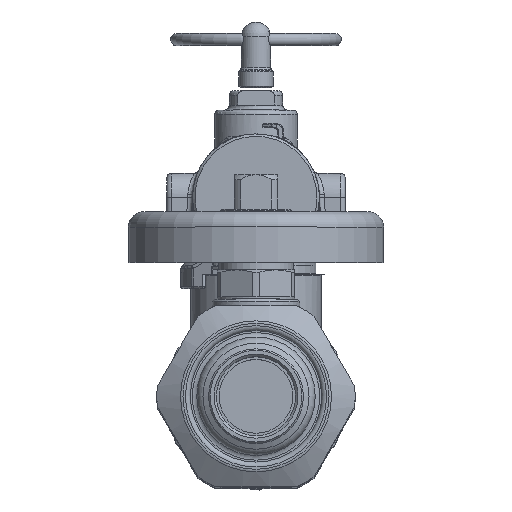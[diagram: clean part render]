
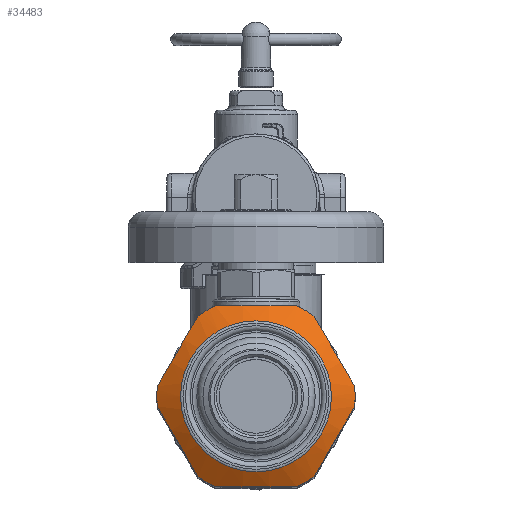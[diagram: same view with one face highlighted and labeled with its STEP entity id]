
A CAD part, top view. The second image highlights one B-rep face of the part: STEP entity #34483.
In plain terms, the highlighted conical face has half-angle 60 degrees and reference radius 17.78 mm.
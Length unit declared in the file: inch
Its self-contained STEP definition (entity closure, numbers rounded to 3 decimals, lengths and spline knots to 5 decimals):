
#85=(
BOUNDED_CURVE()
B_SPLINE_CURVE(2,(#132715,#132716,#132717),.UNSPECIFIED.,.F.,.F.)
B_SPLINE_CURVE_WITH_KNOTS((3,3),(0.,1.67512),.UNSPECIFIED.)
CURVE()
GEOMETRIC_REPRESENTATION_ITEM()
RATIONAL_B_SPLINE_CURVE((1.,1.096,1.))
REPRESENTATION_ITEM('')
);
#86=(
BOUNDED_CURVE()
B_SPLINE_CURVE(2,(#132721,#132722,#132723),.UNSPECIFIED.,.F.,.F.)
B_SPLINE_CURVE_WITH_KNOTS((3,3),(0.,1.67512),.UNSPECIFIED.)
CURVE()
GEOMETRIC_REPRESENTATION_ITEM()
RATIONAL_B_SPLINE_CURVE((1.,1.096,1.))
REPRESENTATION_ITEM('')
);
#87=(
BOUNDED_CURVE()
B_SPLINE_CURVE(2,(#132727,#132728,#132729),.UNSPECIFIED.,.F.,.F.)
B_SPLINE_CURVE_WITH_KNOTS((3,3),(0.,1.67512),.UNSPECIFIED.)
CURVE()
GEOMETRIC_REPRESENTATION_ITEM()
RATIONAL_B_SPLINE_CURVE((1.,1.096,1.))
REPRESENTATION_ITEM('')
);
#88=(
BOUNDED_CURVE()
B_SPLINE_CURVE(2,(#132733,#132734,#132735),.UNSPECIFIED.,.F.,.F.)
B_SPLINE_CURVE_WITH_KNOTS((3,3),(0.,1.67512),.UNSPECIFIED.)
CURVE()
GEOMETRIC_REPRESENTATION_ITEM()
RATIONAL_B_SPLINE_CURVE((1.,1.096,1.))
REPRESENTATION_ITEM('')
);
#89=(
BOUNDED_CURVE()
B_SPLINE_CURVE(2,(#132739,#132740,#132741),.UNSPECIFIED.,.F.,.F.)
B_SPLINE_CURVE_WITH_KNOTS((3,3),(0.,1.67512),.UNSPECIFIED.)
CURVE()
GEOMETRIC_REPRESENTATION_ITEM()
RATIONAL_B_SPLINE_CURVE((1.,1.096,1.))
REPRESENTATION_ITEM('')
);
#90=(
BOUNDED_CURVE()
B_SPLINE_CURVE(2,(#132745,#132746,#132747),.UNSPECIFIED.,.F.,.F.)
B_SPLINE_CURVE_WITH_KNOTS((3,3),(0.,1.67512),.UNSPECIFIED.)
CURVE()
GEOMETRIC_REPRESENTATION_ITEM()
RATIONAL_B_SPLINE_CURVE((1.,1.096,1.))
REPRESENTATION_ITEM('')
);
#2818=CONICAL_SURFACE('',#37971,0.7,1.047);
#4795=FACE_OUTER_BOUND('',#7128,.T.);
#7128=EDGE_LOOP('',(#29747,#29748,#29749,#29750,#29751,#29752,#29753,#29754,
#29755,#29756,#29757,#29758,#29759,#29760,#29761,#29762));
#10700=CIRCLE('',#37968,0.60928);
#10702=CIRCLE('',#37972,0.8);
#10703=CIRCLE('',#37973,0.8);
#10704=CIRCLE('',#37974,0.8);
#10705=CIRCLE('',#37975,0.8);
#10706=CIRCLE('',#37976,0.8);
#10707=CIRCLE('',#37977,0.8);
#10708=CIRCLE('',#37978,0.8);
#12051=LINE('',#132711,#13204);
#13204=VECTOR('',#45261,0.7);
#15845=VERTEX_POINT('',#132703);
#15847=VERTEX_POINT('',#132710);
#15848=VERTEX_POINT('',#132712);
#15849=VERTEX_POINT('',#132714);
#15850=VERTEX_POINT('',#132718);
#15851=VERTEX_POINT('',#132720);
#15852=VERTEX_POINT('',#132724);
#15853=VERTEX_POINT('',#132726);
#15854=VERTEX_POINT('',#132730);
#15855=VERTEX_POINT('',#132732);
#15856=VERTEX_POINT('',#132736);
#15857=VERTEX_POINT('',#132738);
#15858=VERTEX_POINT('',#132742);
#15859=VERTEX_POINT('',#132744);
#20539=EDGE_CURVE('',#15845,#15845,#10700,.T.);
#20541=EDGE_CURVE('',#15845,#15847,#12051,.T.);
#20542=EDGE_CURVE('',#15848,#15847,#10702,.T.);
#20543=EDGE_CURVE('',#15849,#15848,#85,.T.);
#20544=EDGE_CURVE('',#15850,#15849,#10703,.T.);
#20545=EDGE_CURVE('',#15851,#15850,#86,.T.);
#20546=EDGE_CURVE('',#15852,#15851,#10704,.T.);
#20547=EDGE_CURVE('',#15853,#15852,#87,.T.);
#20548=EDGE_CURVE('',#15854,#15853,#10705,.T.);
#20549=EDGE_CURVE('',#15855,#15854,#88,.T.);
#20550=EDGE_CURVE('',#15856,#15855,#10706,.T.);
#20551=EDGE_CURVE('',#15857,#15856,#89,.T.);
#20552=EDGE_CURVE('',#15858,#15857,#10707,.T.);
#20553=EDGE_CURVE('',#15859,#15858,#90,.T.);
#20554=EDGE_CURVE('',#15847,#15859,#10708,.T.);
#29747=ORIENTED_EDGE('',*,*,#20539,.F.);
#29748=ORIENTED_EDGE('',*,*,#20541,.T.);
#29749=ORIENTED_EDGE('',*,*,#20542,.F.);
#29750=ORIENTED_EDGE('',*,*,#20543,.F.);
#29751=ORIENTED_EDGE('',*,*,#20544,.F.);
#29752=ORIENTED_EDGE('',*,*,#20545,.F.);
#29753=ORIENTED_EDGE('',*,*,#20546,.F.);
#29754=ORIENTED_EDGE('',*,*,#20547,.F.);
#29755=ORIENTED_EDGE('',*,*,#20548,.F.);
#29756=ORIENTED_EDGE('',*,*,#20549,.F.);
#29757=ORIENTED_EDGE('',*,*,#20550,.F.);
#29758=ORIENTED_EDGE('',*,*,#20551,.F.);
#29759=ORIENTED_EDGE('',*,*,#20552,.F.);
#29760=ORIENTED_EDGE('',*,*,#20553,.F.);
#29761=ORIENTED_EDGE('',*,*,#20554,.F.);
#29762=ORIENTED_EDGE('',*,*,#20541,.F.);
#34483=ADVANCED_FACE('',(#4795),#2818,.T.);
#37968=AXIS2_PLACEMENT_3D('',#132705,#45253,#45254);
#37971=AXIS2_PLACEMENT_3D('',#132709,#45259,#45260);
#37972=AXIS2_PLACEMENT_3D('',#132713,#45262,#45263);
#37973=AXIS2_PLACEMENT_3D('',#132719,#45264,#45265);
#37974=AXIS2_PLACEMENT_3D('',#132725,#45266,#45267);
#37975=AXIS2_PLACEMENT_3D('',#132731,#45268,#45269);
#37976=AXIS2_PLACEMENT_3D('',#132737,#45270,#45271);
#37977=AXIS2_PLACEMENT_3D('',#132743,#45272,#45273);
#37978=AXIS2_PLACEMENT_3D('',#132748,#45274,#45275);
#45253=DIRECTION('center_axis',(0.,0.,
1.));
#45254=DIRECTION('ref_axis',(-1.,0.,0.));
#45259=DIRECTION('center_axis',(0.,0.,-1.));
#45260=DIRECTION('ref_axis',(1.,0.,0.));
#45261=DIRECTION('',(-0.866,0.,-0.5));
#45262=DIRECTION('center_axis',(0.,0.,-1.));
#45263=DIRECTION('ref_axis',(-1.,0.,0.));
#45264=DIRECTION('center_axis',(0.,0.,-1.));
#45265=DIRECTION('ref_axis',(-1.,0.,0.));
#45266=DIRECTION('center_axis',(0.,0.,-1.));
#45267=DIRECTION('ref_axis',(-1.,0.,0.));
#45268=DIRECTION('center_axis',(0.,0.,-1.));
#45269=DIRECTION('ref_axis',(-1.,0.,0.));
#45270=DIRECTION('center_axis',(0.,0.,-1.));
#45271=DIRECTION('ref_axis',(-1.,0.,0.));
#45272=DIRECTION('center_axis',(0.,0.,-1.));
#45273=DIRECTION('ref_axis',(-1.,0.,0.));
#45274=DIRECTION('center_axis',(0.,0.,-1.));
#45275=DIRECTION('ref_axis',(-1.,0.,0.));
#132703=CARTESIAN_POINT('',(-0.60928,0.,0.62464));
#132705=CARTESIAN_POINT('Origin',(0.,0.,
0.62464));
#132709=CARTESIAN_POINT('Origin',(0.,0.,0.57226));
#132710=CARTESIAN_POINT('',(-0.8,0.,0.51453));
#132711=CARTESIAN_POINT('',(-0.7,0.,0.57226));
#132712=CARTESIAN_POINT('',(-0.79583,-0.08158,0.51453));
#132713=CARTESIAN_POINT('Origin',(0.,0.,0.51453));
#132714=CARTESIAN_POINT('',(-0.46857,-0.64842,0.51453));
#132715=CARTESIAN_POINT('Ctrl Pts',(-0.46857,-0.64842,
0.51453));
#132716=CARTESIAN_POINT('Ctrl Pts',(-0.6322,-0.365,0.59182));
#132717=CARTESIAN_POINT('Ctrl Pts',(-0.79583,-0.08158,
0.51453));
#132718=CARTESIAN_POINT('',(-0.32726,-0.73,0.51453));
#132719=CARTESIAN_POINT('Origin',(0.,0.,0.51453));
#132720=CARTESIAN_POINT('',(0.32726,-0.73,0.51453));
#132721=CARTESIAN_POINT('Ctrl Pts',(0.32726,-0.73,0.51453));
#132722=CARTESIAN_POINT('Ctrl Pts',(0.,-0.73,0.59182));
#132723=CARTESIAN_POINT('Ctrl Pts',(-0.32726,-0.73,0.51453));
#132724=CARTESIAN_POINT('',(0.46857,-0.64842,0.51453));
#132725=CARTESIAN_POINT('Origin',(0.,0.,0.51453));
#132726=CARTESIAN_POINT('',(0.79583,-0.08158,0.51453));
#132727=CARTESIAN_POINT('Ctrl Pts',(0.79583,-0.08158,
0.51453));
#132728=CARTESIAN_POINT('Ctrl Pts',(0.6322,-0.365,
0.59182));
#132729=CARTESIAN_POINT('Ctrl Pts',(0.46857,-0.64842,
0.51453));
#132730=CARTESIAN_POINT('',(0.79583,0.08158,0.51453));
#132731=CARTESIAN_POINT('Origin',(0.,0.,0.51453));
#132732=CARTESIAN_POINT('',(0.46857,0.64842,0.51453));
#132733=CARTESIAN_POINT('Ctrl Pts',(0.46857,0.64842,
0.51453));
#132734=CARTESIAN_POINT('Ctrl Pts',(0.6322,0.365,0.59182));
#132735=CARTESIAN_POINT('Ctrl Pts',(0.79583,0.08158,
0.51453));
#132736=CARTESIAN_POINT('',(0.32726,0.73,0.51453));
#132737=CARTESIAN_POINT('Origin',(0.,0.,0.51453));
#132738=CARTESIAN_POINT('',(-0.32726,0.73,0.51453));
#132739=CARTESIAN_POINT('Ctrl Pts',(-0.32726,0.73,
0.51453));
#132740=CARTESIAN_POINT('Ctrl Pts',(0.,0.73,0.59182));
#132741=CARTESIAN_POINT('Ctrl Pts',(0.32726,0.73,0.51453));
#132742=CARTESIAN_POINT('',(-0.46857,0.64842,0.51453));
#132743=CARTESIAN_POINT('Origin',(0.,0.,0.51453));
#132744=CARTESIAN_POINT('',(-0.79583,0.08158,0.51453));
#132745=CARTESIAN_POINT('Ctrl Pts',(-0.79583,0.08158,
0.51453));
#132746=CARTESIAN_POINT('Ctrl Pts',(-0.6322,0.365,
0.59182));
#132747=CARTESIAN_POINT('Ctrl Pts',(-0.46857,0.64842,
0.51453));
#132748=CARTESIAN_POINT('Origin',(0.,0.,0.51453));
